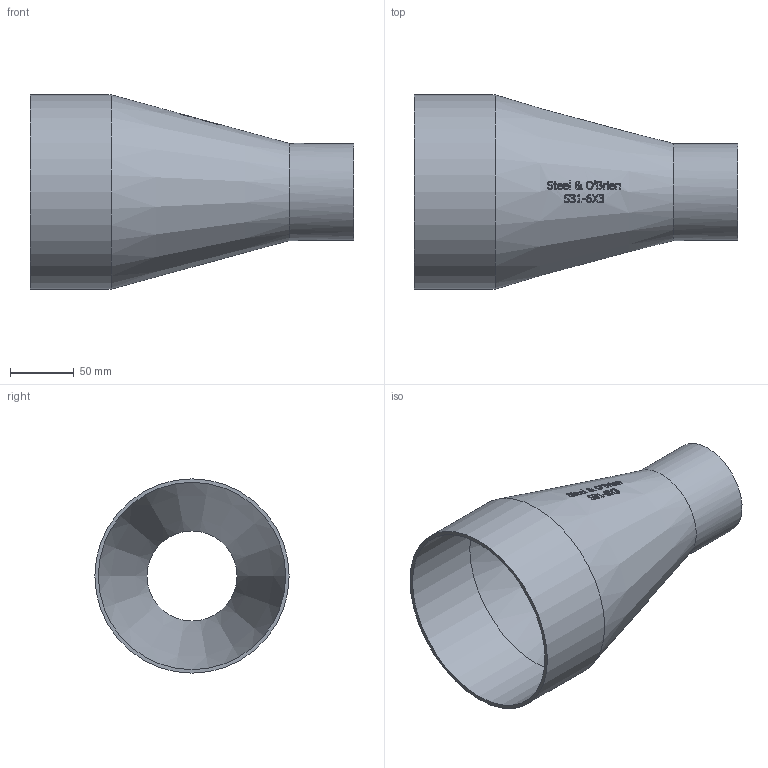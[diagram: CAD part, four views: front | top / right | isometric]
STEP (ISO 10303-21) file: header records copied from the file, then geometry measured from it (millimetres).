
FILE_DESCRIPTION(/* description */ (''),/* implementation_level */ '2;1');
FILE_NAME(/* name */ 'S31-6X3.stp',/* time_stamp */ '2018-11-28T15:47:33-05:00',/* author */ ('rick'),/* organization */ (''),/* preprocessor_version */ 'ST-DEVELOPER v15.2',/* originating_system */ 'Autodesk Inventor 2014',/* authorisation */ '');
FILE_SCHEMA (('AUTOMOTIVE_DESIGN { 1 0 10303 214 3 1 1 }'));
Length unit declared in the file: inch
Products named in the file (1): S31-6X3
Bounding box: 254 x 152.4 x 152.4 mm (x, y, z)
Volume: 237782.8 mm3; surface area: 186975.2 mm2
Topology: 1 solids, 1 shells, 360 faces, 980 edges, 653 vertices
Faces by surface type: bspline 193, plane 131, cone 32, cylinder 4
Full cylindrical faces by diameter (mm): 72.898 x1, 76.2 x1, 146.863 x1, 152.4 x1
Entity records: 14727 total; most frequent: CARTESIAN_POINT 6853, ORIENTED_EDGE 1944, DIRECTION 1045, EDGE_CURVE 972, VERTEX_POINT 651, LINE 423, VECTOR 423, EDGE_LOOP 399
